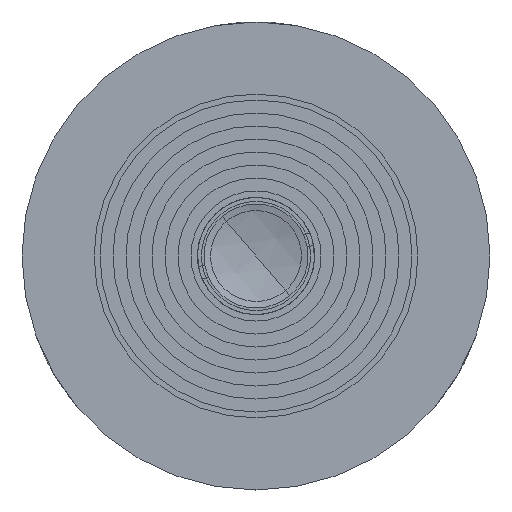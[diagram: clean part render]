
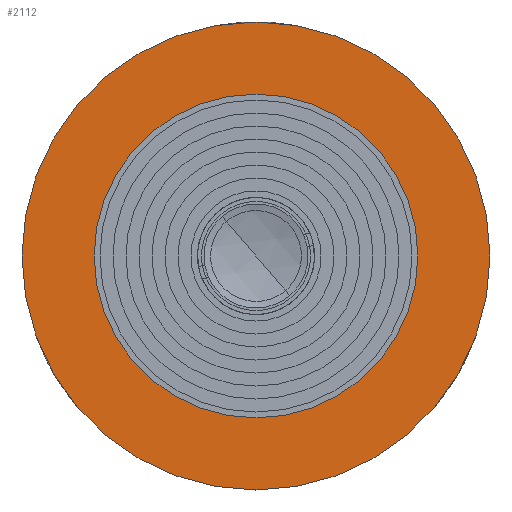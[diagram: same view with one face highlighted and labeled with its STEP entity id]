
A CAD part, left-side view. The second image highlights one B-rep face of the part: STEP entity #2112.
In plain terms, the highlighted planar face has unit normal (-1, 0, 0).
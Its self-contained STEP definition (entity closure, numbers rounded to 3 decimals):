
#26 = AXIS2_PLACEMENT_3D ( 'NONE', #1013, #2158, #3308 ) ;
#96 = EDGE_CURVE ( 'NONE', #1315, #3194, #3627, .T. ) ;
#135 = DIRECTION ( 'NONE',  ( -1., 0., 0. ) ) ;
#172 = ORIENTED_EDGE ( 'NONE', *, *, #1953, .T. ) ;
#204 = CIRCLE ( 'NONE', #26, 12.45 ) ;
#269 = AXIS2_PLACEMENT_3D ( 'NONE', #1152, #1230, #653 ) ;
#316 = EDGE_CURVE ( 'NONE', #891, #3685, #3143, .T. ) ;
#410 = CARTESIAN_POINT ( 'NONE',  ( 0., 0., 0. ) ) ;
#592 = PLANE ( 'NONE',  #269 ) ;
#652 = CARTESIAN_POINT ( 'NONE',  ( 0., 0., 12.45 ) ) ;
#653 = DIRECTION ( 'NONE',  ( 0., 0., -1. ) ) ;
#683 = AXIS2_PLACEMENT_3D ( 'NONE', #410, #1054, #3331 ) ;
#730 = CARTESIAN_POINT ( 'NONE',  ( 0., 0., 18. ) ) ;
#891 = VERTEX_POINT ( 'NONE', #652 ) ;
#1013 = CARTESIAN_POINT ( 'NONE',  ( 0., 0., 0. ) ) ;
#1054 = DIRECTION ( 'NONE',  ( -1., 0., 0. ) ) ;
#1092 = DIRECTION ( 'NONE',  ( 0., 0., 1. ) ) ;
#1152 = CARTESIAN_POINT ( 'NONE',  ( 0., 18., 0. ) ) ;
#1230 = DIRECTION ( 'NONE',  ( 1., 0., 0. ) ) ;
#1255 = DIRECTION ( 'NONE',  ( 0., 0., 1. ) ) ;
#1315 = VERTEX_POINT ( 'NONE', #3619 ) ;
#1503 = FACE_OUTER_BOUND ( 'NONE', #2839, .T. ) ;
#1953 = EDGE_CURVE ( 'NONE', #3194, #1315, #3636, .T. ) ;
#1977 = EDGE_CURVE ( 'NONE', #3685, #891, #204, .T. ) ;
#1980 = FACE_BOUND ( 'NONE', #2809, .T. ) ;
#2011 = AXIS2_PLACEMENT_3D ( 'NONE', #3574, #135, #1255 ) ;
#2112 = ADVANCED_FACE ( 'NONE', ( #1980, #1503 ), #592, .F. ) ;
#2158 = DIRECTION ( 'NONE',  ( -1., 0., 0. ) ) ;
#2367 = CARTESIAN_POINT ( 'NONE',  ( 0., 0., -12.45 ) ) ;
#2522 = ORIENTED_EDGE ( 'NONE', *, *, #96, .T. ) ;
#2597 = AXIS2_PLACEMENT_3D ( 'NONE', #3672, #3375, #1092 ) ;
#2809 = EDGE_LOOP ( 'NONE', ( #3266, #3172 ) ) ;
#2839 = EDGE_LOOP ( 'NONE', ( #172, #2522 ) ) ;
#3143 = CIRCLE ( 'NONE', #683, 12.45 ) ;
#3172 = ORIENTED_EDGE ( 'NONE', *, *, #1977, .F. ) ;
#3194 = VERTEX_POINT ( 'NONE', #730 ) ;
#3266 = ORIENTED_EDGE ( 'NONE', *, *, #316, .F. ) ;
#3308 = DIRECTION ( 'NONE',  ( 0., 0., 1. ) ) ;
#3331 = DIRECTION ( 'NONE',  ( 0., 0., 1. ) ) ;
#3375 = DIRECTION ( 'NONE',  ( -1., 0., 0. ) ) ;
#3574 = CARTESIAN_POINT ( 'NONE',  ( 0., 0., 0. ) ) ;
#3619 = CARTESIAN_POINT ( 'NONE',  ( 0., 0., -18. ) ) ;
#3627 = CIRCLE ( 'NONE', #2597, 18. ) ;
#3636 = CIRCLE ( 'NONE', #2011, 18. ) ;
#3672 = CARTESIAN_POINT ( 'NONE',  ( 0., 0., 0. ) ) ;
#3685 = VERTEX_POINT ( 'NONE', #2367 ) ;
